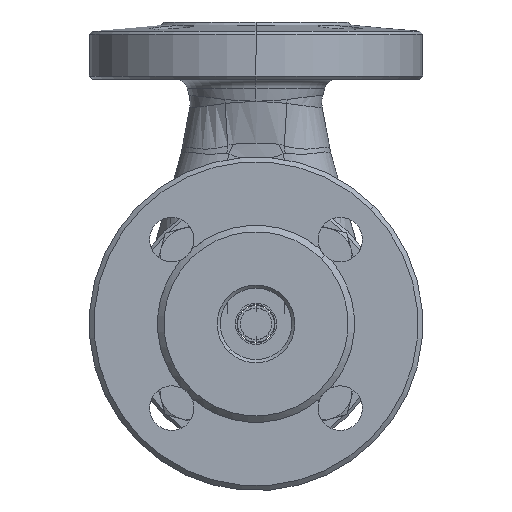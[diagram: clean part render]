
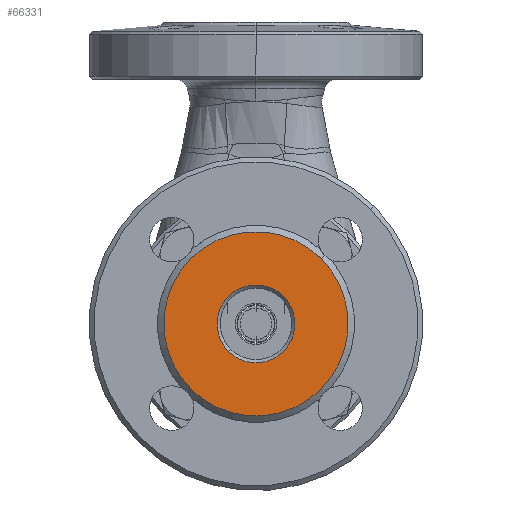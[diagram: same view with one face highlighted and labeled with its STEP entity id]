
A CAD part, front view. The second image highlights one B-rep face of the part: STEP entity #66331.
In plain terms, the highlighted planar face has unit normal (0, -1, 0).
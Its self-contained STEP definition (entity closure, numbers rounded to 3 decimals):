
#5873 = EDGE_CURVE ( 'NONE', #33226, #23559, #31229, .T. ) ;
#8329 = CIRCLE ( 'NONE', #40224, 12.25 ) ;
#8538 = CARTESIAN_POINT ( 'NONE',  ( -8.662, -63., -8.662 ) ) ;
#10073 = VERTEX_POINT ( 'NONE', #39628 ) ;
#10102 = ORIENTED_EDGE ( 'NONE', *, *, #13569, .F. ) ;
#11680 = ORIENTED_EDGE ( 'NONE', *, *, #44627, .T. ) ;
#12205 = AXIS2_PLACEMENT_3D ( 'NONE', #23943, #66666, #30102 ) ;
#13569 = EDGE_CURVE ( 'NONE', #71817, #10073, #49483, .T. ) ;
#13831 = PLANE ( 'NONE',  #29770 ) ;
#15614 = CARTESIAN_POINT ( 'NONE',  ( -20.506, -63., -20.506 ) ) ;
#17188 = DIRECTION ( 'NONE',  ( 0., 1., 0. ) ) ;
#20036 = DIRECTION ( 'NONE',  ( 0.707, 0., 0.707 ) ) ;
#21352 = DIRECTION ( 'NONE',  ( 0., 1., 0. ) ) ;
#23559 = VERTEX_POINT ( 'NONE', #8538 ) ;
#23943 = CARTESIAN_POINT ( 'NONE',  ( 0., -63., 0. ) ) ;
#25463 = CARTESIAN_POINT ( 'NONE',  ( 0., -63., 0. ) ) ;
#29770 = AXIS2_PLACEMENT_3D ( 'NONE', #32127, #56658, #20036 ) ;
#30102 = DIRECTION ( 'NONE',  ( -0.707, 0., -0.707 ) ) ;
#31229 = CIRCLE ( 'NONE', #36109, 12.25 ) ;
#31631 = DIRECTION ( 'NONE',  ( -0.707, 0., -0.707 ) ) ;
#32127 = CARTESIAN_POINT ( 'NONE',  ( -12.374, -63., 12.374 ) ) ;
#33226 = VERTEX_POINT ( 'NONE', #61282 ) ;
#36109 = AXIS2_PLACEMENT_3D ( 'NONE', #25463, #68179, #31631 ) ;
#39628 = CARTESIAN_POINT ( 'NONE',  ( 20.506, -63., 20.506 ) ) ;
#40224 = AXIS2_PLACEMENT_3D ( 'NONE', #57952, #21352, #64078 ) ;
#41308 = EDGE_CURVE ( 'NONE', #10073, #71817, #48711, .T. ) ;
#44627 = EDGE_CURVE ( 'NONE', #23559, #33226, #8329, .T. ) ;
#48711 = CIRCLE ( 'NONE', #66232, 29. ) ;
#49483 = CIRCLE ( 'NONE', #12205, 29. ) ;
#53835 = CARTESIAN_POINT ( 'NONE',  ( 0., -63., 0. ) ) ;
#56658 = DIRECTION ( 'NONE',  ( 0., -1., 0. ) ) ;
#57952 = CARTESIAN_POINT ( 'NONE',  ( 0., -63., 0. ) ) ;
#59981 = DIRECTION ( 'NONE',  ( -0.707, 0., -0.707 ) ) ;
#61282 = CARTESIAN_POINT ( 'NONE',  ( 8.662, -63., 8.662 ) ) ;
#61332 = FACE_BOUND ( 'NONE', #75350, .T. ) ;
#62368 = ORIENTED_EDGE ( 'NONE', *, *, #5873, .T. ) ;
#63218 = FACE_OUTER_BOUND ( 'NONE', #74361, .T. ) ;
#64078 = DIRECTION ( 'NONE',  ( -0.707, 0., -0.707 ) ) ;
#66232 = AXIS2_PLACEMENT_3D ( 'NONE', #53835, #17188, #59981 ) ;
#66331 = ADVANCED_FACE ( 'NONE', ( #63218, #61332 ), #13831, .T. ) ;
#66666 = DIRECTION ( 'NONE',  ( 0., 1., 0. ) ) ;
#68179 = DIRECTION ( 'NONE',  ( 0., 1., 0. ) ) ;
#71817 = VERTEX_POINT ( 'NONE', #15614 ) ;
#74361 = EDGE_LOOP ( 'NONE', ( #10102, #75328 ) ) ;
#75328 = ORIENTED_EDGE ( 'NONE', *, *, #41308, .F. ) ;
#75350 = EDGE_LOOP ( 'NONE', ( #62368, #11680 ) ) ;
